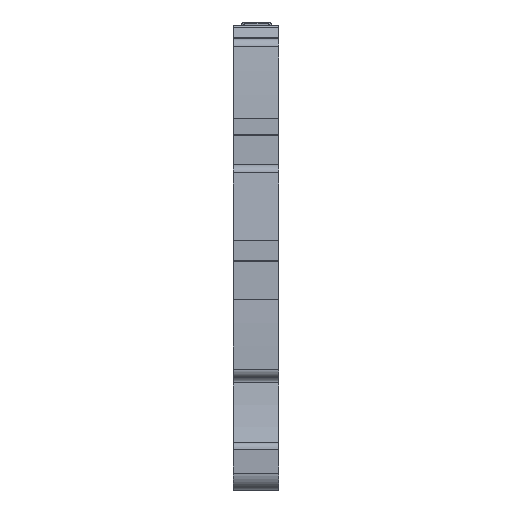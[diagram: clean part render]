
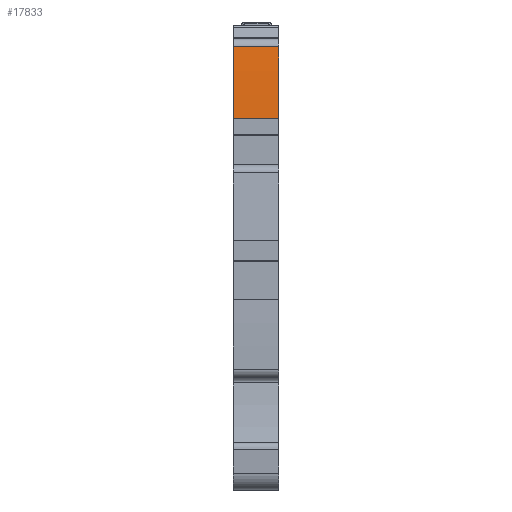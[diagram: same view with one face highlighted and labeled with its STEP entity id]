
A CAD part, front view. The second image highlights one B-rep face of the part: STEP entity #17833.
In plain terms, the highlighted cylindrical face has radius 149.2 mm (diameter 298.4 mm), a partial arc.
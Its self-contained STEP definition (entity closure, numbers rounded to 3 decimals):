
#5447=AXIS2_PLACEMENT_3D('Circle Axis2P3D',#5445,#5446,$) ;
#7705=AXIS2_PLACEMENT_3D('Circle Axis2P3D',#7703,#7704,$) ;
#17820=AXIS2_PLACEMENT_3D('Cylinder Axis2P3D',#17817,#17818,#17819) ;
#5442=CARTESIAN_POINT('Vertex',(5.1,24.002,49.272)) ;
#5445=CARTESIAN_POINT('Axis2P3D Location',(5.1,172.085,31.05)) ;
#5449=CARTESIAN_POINT('Vertex',(5.1,23.235,41.264)) ;
#7703=CARTESIAN_POINT('Axis2P3D Location',(0.,172.085,31.05)) ;
#7707=CARTESIAN_POINT('Vertex',(0.,24.002,49.272)) ;
#7709=CARTESIAN_POINT('Vertex',(0.,23.235,41.264)) ;
#17805=CARTESIAN_POINT('Line Origine',(2.55,23.235,41.264)) ;
#17817=CARTESIAN_POINT('Axis2P3D Location',(2.55,172.085,31.05)) ;
#17822=CARTESIAN_POINT('Line Origine',(1.94,24.002,49.272)) ;
#5446=DIRECTION('Axis2P3D Direction',(1.,0.,0.)) ;
#7704=DIRECTION('Axis2P3D Direction',(1.,0.,0.)) ;
#17806=DIRECTION('Vector Direction',(-1.,0.,0.)) ;
#17818=DIRECTION('Axis2P3D Direction',(1.,0.,0.)) ;
#17819=DIRECTION('Axis2P3D XDirection',(0.,-0.993,0.122)) ;
#17823=DIRECTION('Vector Direction',(1.,0.,0.)) ;
#17807=VECTOR('Line Direction',#17806,1.) ;
#17824=VECTOR('Line Direction',#17823,1.) ;
#17828=ORIENTED_EDGE('',*,*,#17809,.F.) ;
#17829=ORIENTED_EDGE('',*,*,#5451,.F.) ;
#17830=ORIENTED_EDGE('',*,*,#17826,.T.) ;
#17831=ORIENTED_EDGE('',*,*,#7711,.T.) ;
#17833=ADVANCED_FACE('Hauptk\X2\00F6\X0\rper',(#17832),#17821,.T.) ;
#5448=CIRCLE('generated circle',#5447,149.2) ;
#7706=CIRCLE('generated circle',#7705,149.2) ;
#17821=CYLINDRICAL_SURFACE('generated cylinder',#17820,149.2) ;
#5451=EDGE_CURVE('',#5443,#5450,#5448,.T.) ;
#7711=EDGE_CURVE('',#7708,#7710,#7706,.T.) ;
#17809=EDGE_CURVE('',#5450,#7710,#17808,.T.) ;
#17826=EDGE_CURVE('',#5443,#7708,#17825,.F.) ;
#17827=EDGE_LOOP('',(#17828,#17829,#17830,#17831)) ;
#17832=FACE_OUTER_BOUND('',#17827,.T.) ;
#17808=LINE('Line',#17805,#17807) ;
#17825=LINE('Line',#17822,#17824) ;
#5443=VERTEX_POINT('',#5442) ;
#5450=VERTEX_POINT('',#5449) ;
#7708=VERTEX_POINT('',#7707) ;
#7710=VERTEX_POINT('',#7709) ;
